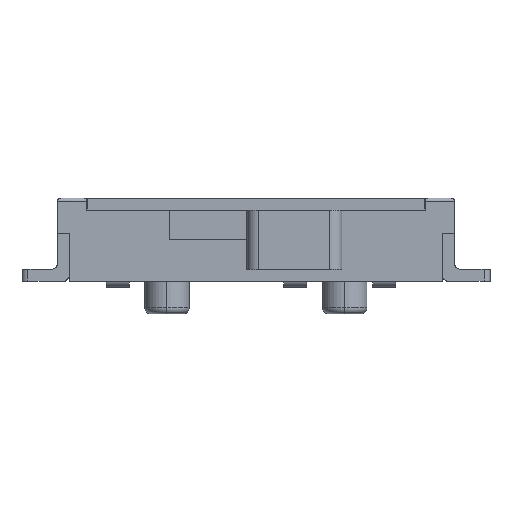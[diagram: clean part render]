
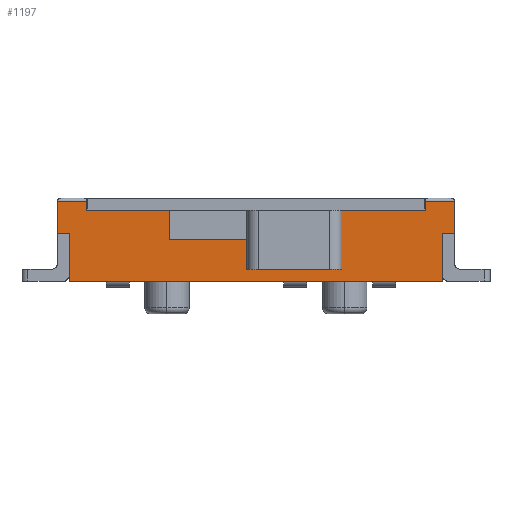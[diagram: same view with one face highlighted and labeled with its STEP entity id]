
A CAD part, top view. The second image highlights one B-rep face of the part: STEP entity #1197.
In plain terms, the highlighted planar face has unit normal (0, 0, 1).
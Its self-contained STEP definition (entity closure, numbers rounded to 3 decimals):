
#7 = CARTESIAN_POINT ( 'NONE',  ( -3.35, 0.805, 1.4 ) ) ;
#112 = EDGE_CURVE ( 'NONE', #1757, #1325, #3462, .T. ) ;
#155 = DIRECTION ( 'NONE',  ( 1., 0., 0. ) ) ;
#164 = VECTOR ( 'NONE', #2999, 1000. ) ;
#169 = VERTEX_POINT ( 'NONE', #3616 ) ;
#172 = EDGE_CURVE ( 'NONE', #5189, #3235, #4473, .T. ) ;
#193 = DIRECTION ( 'NONE',  ( -1., 0., 0. ) ) ;
#224 = CARTESIAN_POINT ( 'NONE',  ( -3.35, 1.35, 1.4 ) ) ;
#260 = CARTESIAN_POINT ( 'NONE',  ( -1.453, 0.695, 1.4 ) ) ;
#266 = DIRECTION ( 'NONE',  ( -1., 0., 0. ) ) ;
#267 = VERTEX_POINT ( 'NONE', #5467 ) ;
#269 = CARTESIAN_POINT ( 'NONE',  ( -3.15, 0., 1.4 ) ) ;
#280 = DIRECTION ( 'NONE',  ( 0., -1., 0. ) ) ;
#319 = DIRECTION ( 'NONE',  ( 0., -1., 0. ) ) ;
#324 = CARTESIAN_POINT ( 'NONE',  ( 3.35, 0.805, 1.4 ) ) ;
#357 = DIRECTION ( 'NONE',  ( 0., -1., 0. ) ) ;
#378 = CARTESIAN_POINT ( 'NONE',  ( -2.855, 1.195, 1.4 ) ) ;
#570 = EDGE_CURVE ( 'NONE', #4696, #1757, #3037, .T. ) ;
#588 = EDGE_CURVE ( 'NONE', #4119, #4679, #4860, .T. ) ;
#611 = CARTESIAN_POINT ( 'NONE',  ( 2.855, 1.35, 1.4 ) ) ;
#632 = VECTOR ( 'NONE', #4061, 1000. ) ;
#653 = CARTESIAN_POINT ( 'NONE',  ( -3.15, 0.805, 1.4 ) ) ;
#669 = CARTESIAN_POINT ( 'NONE',  ( 3.145, 0., 1.4 ) ) ;
#792 = EDGE_CURVE ( 'NONE', #267, #1325, #1035, .T. ) ;
#800 = VECTOR ( 'NONE', #5372, 1000. ) ;
#830 = LINE ( 'NONE', #260, #5928 ) ;
#834 = LINE ( 'NONE', #3007, #800 ) ;
#849 = CARTESIAN_POINT ( 'NONE',  ( -3.155, 1.195, 1.4 ) ) ;
#871 = VERTEX_POINT ( 'NONE', #378 ) ;
#909 = VECTOR ( 'NONE', #266, 1000. ) ;
#929 = EDGE_CURVE ( 'NONE', #2993, #5506, #830, .T. ) ;
#972 = ORIENTED_EDGE ( 'NONE', *, *, #1045, .F. ) ;
#981 = CARTESIAN_POINT ( 'NONE',  ( -1.453, 0.695, 1.4 ) ) ;
#1035 = LINE ( 'NONE', #5254, #2490 ) ;
#1045 = EDGE_CURVE ( 'NONE', #871, #5882, #3111, .T. ) ;
#1155 = DIRECTION ( 'NONE',  ( 0., -1., 0. ) ) ;
#1182 = DIRECTION ( 'NONE',  ( 1., 0., 0. ) ) ;
#1197 = ADVANCED_FACE ( 'NONE', ( #3662 ), #1838, .F. ) ;
#1249 = DIRECTION ( 'NONE',  ( 1., 0., 0. ) ) ;
#1282 = CARTESIAN_POINT ( 'NONE',  ( -2.855, 1.4, 1.4 ) ) ;
#1311 = LINE ( 'NONE', #5374, #3435 ) ;
#1325 = VERTEX_POINT ( 'NONE', #669 ) ;
#1342 = DIRECTION ( 'NONE',  ( 1., 0., 0. ) ) ;
#1370 = CARTESIAN_POINT ( 'NONE',  ( -3.35, 1.35, 1.4 ) ) ;
#1454 = ORIENTED_EDGE ( 'NONE', *, *, #2287, .F. ) ;
#1681 = DIRECTION ( 'NONE',  ( 0., 1., 0. ) ) ;
#1708 = CARTESIAN_POINT ( 'NONE',  ( 1.447, 0.695, 1.4 ) ) ;
#1745 = VERTEX_POINT ( 'NONE', #5859 ) ;
#1757 = VERTEX_POINT ( 'NONE', #269 ) ;
#1785 = ORIENTED_EDGE ( 'NONE', *, *, #2244, .T. ) ;
#1838 = PLANE ( 'NONE',  #3917 ) ;
#1849 = ORIENTED_EDGE ( 'NONE', *, *, #5756, .F. ) ;
#1871 = DIRECTION ( 'NONE',  ( 0., 0., -1. ) ) ;
#1899 = LINE ( 'NONE', #611, #4388 ) ;
#1951 = VECTOR ( 'NONE', #1249, 1000. ) ;
#2013 = ORIENTED_EDGE ( 'NONE', *, *, #792, .F. ) ;
#2069 = ORIENTED_EDGE ( 'NONE', *, *, #3409, .T. ) ;
#2122 = VERTEX_POINT ( 'NONE', #4926 ) ;
#2211 = CARTESIAN_POINT ( 'NONE',  ( -0.152, 0.695, 1.4 ) ) ;
#2244 = EDGE_CURVE ( 'NONE', #1745, #4679, #2548, .T. ) ;
#2287 = EDGE_CURVE ( 'NONE', #5882, #2993, #3029, .T. ) ;
#2490 = VECTOR ( 'NONE', #1155, 1000. ) ;
#2548 = LINE ( 'NONE', #224, #164 ) ;
#2620 = CARTESIAN_POINT ( 'NONE',  ( -3.35, 1.195, 1.4 ) ) ;
#2665 = DIRECTION ( 'NONE',  ( 1., 0., 0. ) ) ;
#2689 = DIRECTION ( 'NONE',  ( 1., 0., 0. ) ) ;
#2712 = VECTOR ( 'NONE', #2689, 1000. ) ;
#2905 = EDGE_CURVE ( 'NONE', #3800, #2122, #1311, .T. ) ;
#2909 = CARTESIAN_POINT ( 'NONE',  ( -3.35, 0.805, 1.4 ) ) ;
#2993 = VERTEX_POINT ( 'NONE', #981 ) ;
#2999 = DIRECTION ( 'NONE',  ( -1., 0., 0. ) ) ;
#3007 = CARTESIAN_POINT ( 'NONE',  ( 3.35, 1.195, 1.4 ) ) ;
#3029 = LINE ( 'NONE', #5661, #3404 ) ;
#3037 = LINE ( 'NONE', #5793, #5402 ) ;
#3102 = LINE ( 'NONE', #1282, #5299 ) ;
#3111 = LINE ( 'NONE', #849, #3642 ) ;
#3131 = LINE ( 'NONE', #7, #4328 ) ;
#3235 = VERTEX_POINT ( 'NONE', #4489 ) ;
#3274 = ORIENTED_EDGE ( 'NONE', *, *, #929, .F. ) ;
#3290 = ORIENTED_EDGE ( 'NONE', *, *, #4616, .F. ) ;
#3391 = ORIENTED_EDGE ( 'NONE', *, *, #588, .F. ) ;
#3404 = VECTOR ( 'NONE', #280, 1000. ) ;
#3409 = EDGE_CURVE ( 'NONE', #3979, #3800, #1899, .T. ) ;
#3435 = VECTOR ( 'NONE', #319, 1000. ) ;
#3461 = ORIENTED_EDGE ( 'NONE', *, *, #4431, .F. ) ;
#3462 = LINE ( 'NONE', #5298, #4626 ) ;
#3521 = LINE ( 'NONE', #5376, #1951 ) ;
#3579 = LINE ( 'NONE', #5916, #2712 ) ;
#3616 = CARTESIAN_POINT ( 'NONE',  ( 3.35, 0.805, 1.4 ) ) ;
#3642 = VECTOR ( 'NONE', #2665, 1000. ) ;
#3662 = FACE_OUTER_BOUND ( 'NONE', #5348, .T. ) ;
#3668 = ORIENTED_EDGE ( 'NONE', *, *, #2905, .T. ) ;
#3752 = DIRECTION ( 'NONE',  ( -1., 0., 0. ) ) ;
#3796 = EDGE_CURVE ( 'NONE', #4119, #4696, #3131, .T. ) ;
#3800 = VERTEX_POINT ( 'NONE', #4933 ) ;
#3886 = LINE ( 'NONE', #324, #909 ) ;
#3913 = DIRECTION ( 'NONE',  ( 0., -1., 0. ) ) ;
#3917 = AXIS2_PLACEMENT_3D ( 'NONE', #5604, #1871, #3752 ) ;
#3961 = ORIENTED_EDGE ( 'NONE', *, *, #172, .F. ) ;
#3979 = VERTEX_POINT ( 'NONE', #5452 ) ;
#4061 = DIRECTION ( 'NONE',  ( 0., 1., 0. ) ) ;
#4119 = VERTEX_POINT ( 'NONE', #2909 ) ;
#4328 = VECTOR ( 'NONE', #1342, 1000. ) ;
#4388 = VECTOR ( 'NONE', #193, 1000. ) ;
#4431 = EDGE_CURVE ( 'NONE', #3235, #2122, #3521, .T. ) ;
#4473 = LINE ( 'NONE', #1708, #5119 ) ;
#4489 = CARTESIAN_POINT ( 'NONE',  ( 1.447, 1.195, 1.4 ) ) ;
#4502 = EDGE_CURVE ( 'NONE', #1745, #871, #3102, .T. ) ;
#4512 = EDGE_CURVE ( 'NONE', #169, #267, #3886, .T. ) ;
#4616 = EDGE_CURVE ( 'NONE', #5506, #5189, #3579, .T. ) ;
#4626 = VECTOR ( 'NONE', #155, 1000. ) ;
#4663 = CARTESIAN_POINT ( 'NONE',  ( 1.447, 0.695, 1.4 ) ) ;
#4679 = VERTEX_POINT ( 'NONE', #1370 ) ;
#4696 = VERTEX_POINT ( 'NONE', #653 ) ;
#4754 = ORIENTED_EDGE ( 'NONE', *, *, #112, .T. ) ;
#4860 = LINE ( 'NONE', #2620, #632 ) ;
#4926 = CARTESIAN_POINT ( 'NONE',  ( 2.855, 1.195, 1.4 ) ) ;
#4933 = CARTESIAN_POINT ( 'NONE',  ( 2.855, 1.35, 1.4 ) ) ;
#4953 = CARTESIAN_POINT ( 'NONE',  ( -1.453, 1.195, 1.4 ) ) ;
#5001 = ORIENTED_EDGE ( 'NONE', *, *, #4512, .F. ) ;
#5119 = VECTOR ( 'NONE', #1681, 1000. ) ;
#5148 = ORIENTED_EDGE ( 'NONE', *, *, #4502, .F. ) ;
#5189 = VERTEX_POINT ( 'NONE', #4663 ) ;
#5254 = CARTESIAN_POINT ( 'NONE',  ( 3.145, 1.2, 1.4 ) ) ;
#5298 = CARTESIAN_POINT ( 'NONE',  ( -3.35, 0., 1.4 ) ) ;
#5299 = VECTOR ( 'NONE', #3913, 1000. ) ;
#5348 = EDGE_LOOP ( 'NONE', ( #1849, #2069, #3668, #3461, #3961, #3290, #3274, #1454, #972, #5148, #1785, #3391, #5414, #5634, #4754, #2013, #5001 ) ) ;
#5372 = DIRECTION ( 'NONE',  ( 0., -1., 0. ) ) ;
#5374 = CARTESIAN_POINT ( 'NONE',  ( 2.855, 1.4, 1.4 ) ) ;
#5376 = CARTESIAN_POINT ( 'NONE',  ( -3.155, 1.195, 1.4 ) ) ;
#5402 = VECTOR ( 'NONE', #357, 1000. ) ;
#5414 = ORIENTED_EDGE ( 'NONE', *, *, #3796, .T. ) ;
#5452 = CARTESIAN_POINT ( 'NONE',  ( 3.35, 1.35, 1.4 ) ) ;
#5467 = CARTESIAN_POINT ( 'NONE',  ( 3.145, 0.805, 1.4 ) ) ;
#5506 = VERTEX_POINT ( 'NONE', #2211 ) ;
#5604 = CARTESIAN_POINT ( 'NONE',  ( -3.35, 1.4, 1.4 ) ) ;
#5634 = ORIENTED_EDGE ( 'NONE', *, *, #570, .T. ) ;
#5661 = CARTESIAN_POINT ( 'NONE',  ( -1.453, 0.695, 1.4 ) ) ;
#5756 = EDGE_CURVE ( 'NONE', #3979, #169, #834, .T. ) ;
#5793 = CARTESIAN_POINT ( 'NONE',  ( -3.15, 1.2, 1.4 ) ) ;
#5859 = CARTESIAN_POINT ( 'NONE',  ( -2.855, 1.35, 1.4 ) ) ;
#5882 = VERTEX_POINT ( 'NONE', #4953 ) ;
#5916 = CARTESIAN_POINT ( 'NONE',  ( -3.35, 0.695, 1.4 ) ) ;
#5928 = VECTOR ( 'NONE', #1182, 1000. ) ;
